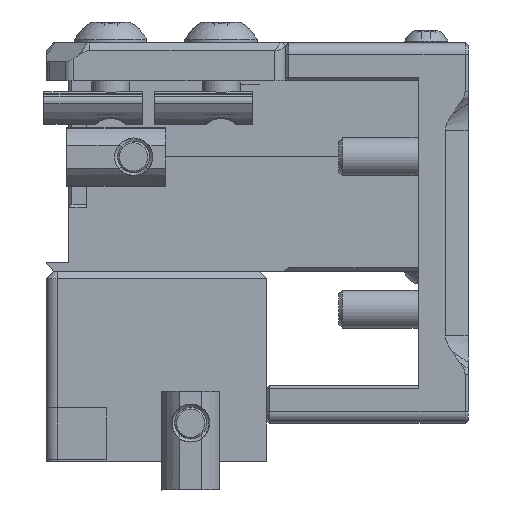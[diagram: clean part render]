
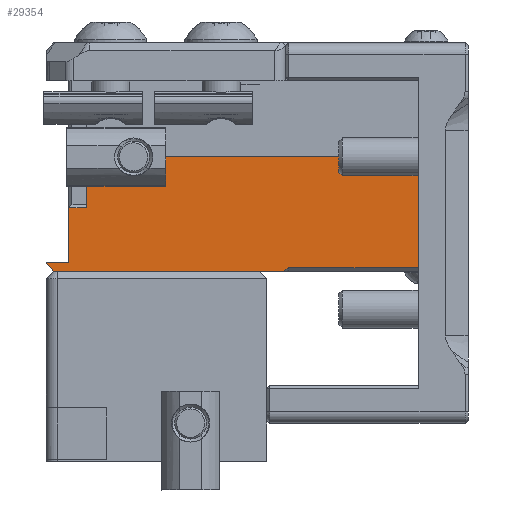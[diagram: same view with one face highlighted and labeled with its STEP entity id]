
A CAD part, left-side view. The second image highlights one B-rep face of the part: STEP entity #29354.
In plain terms, the highlighted planar face has unit normal (-1, 0, 0).
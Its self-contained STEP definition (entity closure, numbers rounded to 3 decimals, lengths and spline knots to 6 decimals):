
#195=B_SPLINE_CURVE_WITH_KNOTS('',3,(#48765,#48766,#48767,#48768),
 .UNSPECIFIED.,.F.,.F.,(4,4),(0.,0.000775),.UNSPECIFIED.);
#198=B_SPLINE_CURVE_WITH_KNOTS('',3,(#48809,#48810,#48811,#48812,#48813),
 .UNSPECIFIED.,.F.,.F.,(4,1,4),(0.001321,0.001728,
0.002135),.UNSPECIFIED.);
#1650=LINE('',#48573,#3763);
#1660=LINE('',#48644,#3773);
#1667=LINE('',#48658,#3780);
#1705=LINE('',#48782,#3818);
#1709=LINE('',#48794,#3822);
#1711=LINE('',#48798,#3824);
#1712=LINE('',#48801,#3825);
#1713=LINE('',#48803,#3826);
#1714=LINE('',#48804,#3827);
#1715=LINE('',#48806,#3828);
#1716=LINE('',#48808,#3829);
#3763=VECTOR('',#37158,1.);
#3773=VECTOR('',#37212,1.);
#3780=VECTOR('',#37223,1.);
#3818=VECTOR('',#37311,1.);
#3822=VECTOR('',#37323,1.);
#3824=VECTOR('',#37327,1.);
#3825=VECTOR('',#37330,1.);
#3826=VECTOR('',#37331,1.);
#3827=VECTOR('',#37332,1.);
#3828=VECTOR('',#37333,1.);
#3829=VECTOR('',#37334,1.);
#5700=PLANE('',#32478);
#7970=ORIENTED_EDGE('',*,*,#15517,.F.);
#7971=ORIENTED_EDGE('',*,*,#15507,.F.);
#7972=ORIENTED_EDGE('',*,*,#15511,.F.);
#7973=ORIENTED_EDGE('',*,*,#15519,.T.);
#7974=ORIENTED_EDGE('',*,*,#15520,.F.);
#7975=ORIENTED_EDGE('',*,*,#15451,.T.);
#7976=ORIENTED_EDGE('',*,*,#15521,.F.);
#7977=ORIENTED_EDGE('',*,*,#15522,.F.);
#7978=ORIENTED_EDGE('',*,*,#15458,.T.);
#7979=ORIENTED_EDGE('',*,*,#15523,.T.);
#7980=ORIENTED_EDGE('',*,*,#15524,.F.);
#7981=ORIENTED_EDGE('',*,*,#15525,.F.);
#7982=ORIENTED_EDGE('',*,*,#15421,.T.);
#7983=ORIENTED_EDGE('',*,*,#15526,.T.);
#15421=EDGE_CURVE('',#19319,#19340,#1650,.T.);
#15451=EDGE_CURVE('',#19368,#19367,#1660,.T.);
#15458=EDGE_CURVE('',#19373,#19374,#1667,.T.);
#15507=EDGE_CURVE('',#19408,#19409,#195,.T.);
#15511=EDGE_CURVE('',#19411,#19408,#1705,.T.);
#15517=EDGE_CURVE('',#19409,#19415,#1709,.T.);
#15519=EDGE_CURVE('',#19411,#19416,#1711,.T.);
#15520=EDGE_CURVE('',#19368,#19416,#22027,.T.);
#15521=EDGE_CURVE('',#19417,#19367,#1712,.T.);
#15522=EDGE_CURVE('',#19373,#19417,#1713,.T.);
#15523=EDGE_CURVE('',#19374,#19418,#1714,.T.);
#15524=EDGE_CURVE('',#19419,#19418,#1715,.T.);
#15525=EDGE_CURVE('',#19319,#19419,#1716,.T.);
#15526=EDGE_CURVE('',#19340,#19415,#198,.T.);
#19319=VERTEX_POINT('',#48530);
#19340=VERTEX_POINT('',#48572);
#19367=VERTEX_POINT('',#48643);
#19368=VERTEX_POINT('',#48645);
#19373=VERTEX_POINT('',#48659);
#19374=VERTEX_POINT('',#48660);
#19408=VERTEX_POINT('',#48769);
#19409=VERTEX_POINT('',#48770);
#19411=VERTEX_POINT('',#48783);
#19415=VERTEX_POINT('',#48795);
#19416=VERTEX_POINT('',#48799);
#19417=VERTEX_POINT('',#48802);
#19418=VERTEX_POINT('',#48805);
#19419=VERTEX_POINT('',#48807);
#22027=CIRCLE('',#32479,0.0026);
#23850=EDGE_LOOP('',(#7970,#7971,#7972,#7973,#7974,#7975,#7976,#7977,#7978,
#7979,#7980,#7981,#7982,#7983));
#26451=FACE_BOUND('',#23850,.T.);
#29354=ADVANCED_FACE('',(#26451),#5700,.F.);
#32478=AXIS2_PLACEMENT_3D('',#48797,#37325,#37326);
#32479=AXIS2_PLACEMENT_3D('',#48800,#37328,#37329);
#37158=DIRECTION('',(0.,-1.,0.));
#37212=DIRECTION('',(0.,1.,0.));
#37223=DIRECTION('',(0.,0.,-1.));
#37311=DIRECTION('',(0.,0.,-1.));
#37323=DIRECTION('',(0.,1.,0.));
#37325=DIRECTION('',(1.,0.,0.));
#37326=DIRECTION('',(0.,-1.,0.));
#37327=DIRECTION('',(0.,1.,0.));
#37328=DIRECTION('',(-1.,0.,0.));
#37329=DIRECTION('',(0.,-1.,0.));
#37330=DIRECTION('',(0.,0.,1.));
#37331=DIRECTION('',(0.,-1.,0.));
#37332=DIRECTION('',(0.,1.,0.));
#37333=DIRECTION('',(0.,0.,1.));
#37334=DIRECTION('',(0.,0.707,0.707));
#48530=CARTESIAN_POINT('',(-0.1836,-0.173,0.135));
#48572=CARTESIAN_POINT('',(-0.1836,-0.203207,0.135));
#48573=CARTESIAN_POINT('',(-0.1836,-0.1935,0.135));
#48643=CARTESIAN_POINT('',(-0.1836,-0.17725,0.15));
#48644=CARTESIAN_POINT('',(-0.1836,-0.1635,0.15));
#48645=CARTESIAN_POINT('',(-0.1836,-0.1809,0.15));
#48658=CARTESIAN_POINT('',(-0.1836,-0.175,0.155));
#48659=CARTESIAN_POINT('',(-0.1836,-0.175,0.1433));
#48660=CARTESIAN_POINT('',(-0.1836,-0.175,0.1361));
#48765=CARTESIAN_POINT('',(-0.1836,-0.222742,0.13562));
#48766=CARTESIAN_POINT('',(-0.1836,-0.222513,0.135497));
#48767=CARTESIAN_POINT('',(-0.1836,-0.222265,0.135402));
#48768=CARTESIAN_POINT('',(-0.1836,-0.222002,0.1354));
#48769=CARTESIAN_POINT('',(-0.1836,-0.222742,0.13562));
#48770=CARTESIAN_POINT('',(-0.1836,-0.222002,0.1354));
#48782=CARTESIAN_POINT('',(-0.1836,-0.222743,0.1355));
#48783=CARTESIAN_POINT('',(-0.1836,-0.222743,0.15));
#48794=CARTESIAN_POINT('',(-0.1836,-0.1785,0.1354));
#48795=CARTESIAN_POINT('',(-0.1836,-0.2039,0.1354));
#48797=CARTESIAN_POINT('',(-0.1836,-0.1635,0.155));
#48798=CARTESIAN_POINT('',(-0.1836,-0.1795,0.15));
#48799=CARTESIAN_POINT('',(-0.1836,-0.1861,0.15));
#48800=CARTESIAN_POINT('',(-0.1836,-0.1835,0.15));
#48801=CARTESIAN_POINT('',(-0.1836,-0.17725,0.1472));
#48802=CARTESIAN_POINT('',(-0.1836,-0.17725,0.1433));
#48803=CARTESIAN_POINT('',(-0.1836,-0.1635,0.1433));
#48804=CARTESIAN_POINT('',(-0.1836,-0.1635,0.1361));
#48805=CARTESIAN_POINT('',(-0.1836,-0.172,0.1361));
#48806=CARTESIAN_POINT('',(-0.1836,-0.172,0.17));
#48807=CARTESIAN_POINT('',(-0.1836,-0.172,0.136));
#48808=CARTESIAN_POINT('',(-0.1836,-0.1725,0.1355));
#48809=CARTESIAN_POINT('',(-0.1836,-0.203207,0.135));
#48810=CARTESIAN_POINT('',(-0.1836,-0.20331,0.135089));
#48811=CARTESIAN_POINT('',(-0.1836,-0.203515,0.13526));
#48812=CARTESIAN_POINT('',(-0.1836,-0.203764,0.1354));
#48813=CARTESIAN_POINT('',(-0.1836,-0.2039,0.1354));
